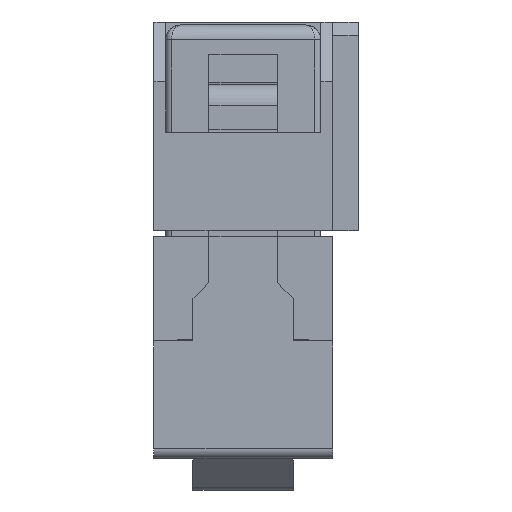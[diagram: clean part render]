
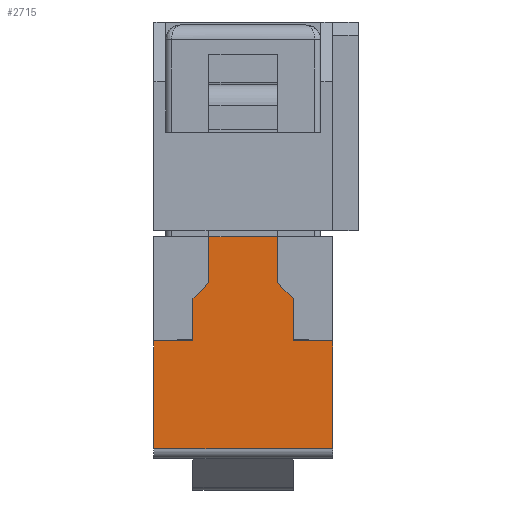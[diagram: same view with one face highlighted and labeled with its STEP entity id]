
A CAD part, left-side view. The second image highlights one B-rep face of the part: STEP entity #2715.
In plain terms, the highlighted planar face has unit normal (-1, 0, 0).
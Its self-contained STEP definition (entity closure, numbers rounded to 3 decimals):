
#2715 = ADVANCED_FACE( '', ( #5371 ), #5372, .T. );
#5371 = FACE_OUTER_BOUND( '', #8276, .T. );
#5372 = PLANE( '', #8277 );
#8276 = EDGE_LOOP( '', ( #16132, #16133, #16134, #16135, #16136, #16137, #16138, #16139, #16140, #16141, #16142, #16143 ) );
#8277 = AXIS2_PLACEMENT_3D( '', #16144, #16145, #16146 );
#16132 = ORIENTED_EDGE( '', *, *, #18582, .T. );
#16133 = ORIENTED_EDGE( '', *, *, #18911, .T. );
#16134 = ORIENTED_EDGE( '', *, *, #17495, .T. );
#16135 = ORIENTED_EDGE( '', *, *, #20003, .T. );
#16136 = ORIENTED_EDGE( '', *, *, #19999, .T. );
#16137 = ORIENTED_EDGE( '', *, *, #18606, .F. );
#16138 = ORIENTED_EDGE( '', *, *, #19997, .T. );
#16139 = ORIENTED_EDGE( '', *, *, #20002, .T. );
#16140 = ORIENTED_EDGE( '', *, *, #17525, .T. );
#16141 = ORIENTED_EDGE( '', *, *, #18116, .T. );
#16142 = ORIENTED_EDGE( '', *, *, #20037, .T. );
#16143 = ORIENTED_EDGE( '', *, *, #19750, .F. );
#16144 = CARTESIAN_POINT( '', ( -18.85, -3., 0. ) );
#16145 = DIRECTION( '', ( -1., 0., 0. ) );
#16146 = DIRECTION( '', ( 0., 0., 1. ) );
#17495 = EDGE_CURVE( '', #21148, #21149, #21150, .T. );
#17525 = EDGE_CURVE( '', #21202, #21200, #21203, .T. );
#18116 = EDGE_CURVE( '', #21200, #22200, #22202, .F. );
#18582 = EDGE_CURVE( '', #22909, #22907, #22910, .T. );
#18606 = EDGE_CURVE( '', #22944, #22942, #22946, .T. );
#18911 = EDGE_CURVE( '', #22907, #21148, #23385, .F. );
#19750 = EDGE_CURVE( '', #22909, #24454, #24455, .T. );
#19997 = EDGE_CURVE( '', #22944, #24728, #24730, .T. );
#19999 = EDGE_CURVE( '', #24732, #22942, #24733, .T. );
#20002 = EDGE_CURVE( '', #24728, #21202, #24736, .T. );
#20003 = EDGE_CURVE( '', #21149, #24732, #24737, .T. );
#20037 = EDGE_CURVE( '', #22200, #24454, #24771, .T. );
#21148 = VERTEX_POINT( '', #26320 );
#21149 = VERTEX_POINT( '', #26321 );
#21150 = LINE( '', #26322, #26323 );
#21200 = VERTEX_POINT( '', #26395 );
#21202 = VERTEX_POINT( '', #26398 );
#21203 = LINE( '', #26399, #26400 );
#22200 = VERTEX_POINT( '', #27957 );
#22202 = LINE( '', #27960, #27961 );
#22907 = VERTEX_POINT( '', #29050 );
#22909 = VERTEX_POINT( '', #29053 );
#22910 = LINE( '', #29054, #29055 );
#22942 = VERTEX_POINT( '', #29103 );
#22944 = VERTEX_POINT( '', #29105 );
#22946 = LINE( '', #29107, #29108 );
#23385 = LINE( '', #29804, #29805 );
#24454 = VERTEX_POINT( '', #31490 );
#24455 = LINE( '', #31491, #31492 );
#24728 = VERTEX_POINT( '', #31910 );
#24730 = LINE( '', #31913, #31914 );
#24732 = VERTEX_POINT( '', #31916 );
#24733 = LINE( '', #31917, #31918 );
#24736 = LINE( '', #31922, #31923 );
#24737 = LINE( '', #31924, #31925 );
#24771 = LINE( '', #31967, #31968 );
#26320 = CARTESIAN_POINT( '', ( -18.85, 1.685, 4.965 ) );
#26321 = CARTESIAN_POINT( '', ( -18.85, 1.685, 3.55 ) );
#26322 = CARTESIAN_POINT( '', ( -18.85, 1.685, 5.5 ) );
#26323 = VECTOR( '', #32684, 1000. );
#26395 = CARTESIAN_POINT( '', ( -18.85, -1.685, 4.965 ) );
#26398 = CARTESIAN_POINT( '', ( -18.85, -1.685, 3.55 ) );
#26399 = CARTESIAN_POINT( '', ( -18.85, -1.685, 3.55 ) );
#26400 = VECTOR( '', #32708, 1000. );
#27957 = CARTESIAN_POINT( '', ( -18.85, -1.15, 5.5 ) );
#27960 = CARTESIAN_POINT( '', ( -18.85, -4.825, 1.825 ) );
#27961 = VECTOR( '', #33286, 1000. );
#29050 = CARTESIAN_POINT( '', ( -18.85, 1.15, 5.5 ) );
#29053 = CARTESIAN_POINT( '', ( -18.85, 1.15, 7.05 ) );
#29054 = CARTESIAN_POINT( '', ( -18.85, 1.15, 6.95 ) );
#29055 = VECTOR( '', #33699, 1000. );
#29103 = CARTESIAN_POINT( '', ( -18.85, 3., -0.07 ) );
#29105 = CARTESIAN_POINT( '', ( -18.85, -3., -0.07 ) );
#29107 = CARTESIAN_POINT( '', ( -18.85, -3., -0.07 ) );
#29108 = VECTOR( '', #33722, 1000. );
#29804 = CARTESIAN_POINT( '', ( -18.85, 1.825, 4.825 ) );
#29805 = VECTOR( '', #33965, 1000. );
#31490 = CARTESIAN_POINT( '', ( -18.85, -1.15, 7.05 ) );
#31491 = CARTESIAN_POINT( '', ( -18.85, 1.15, 7.05 ) );
#31492 = VECTOR( '', #34656, 1000. );
#31910 = CARTESIAN_POINT( '', ( -18.85, -3., 3.55 ) );
#31913 = CARTESIAN_POINT( '', ( -18.85, -3., 0. ) );
#31914 = VECTOR( '', #34813, 1000. );
#31916 = CARTESIAN_POINT( '', ( -18.85, 3., 3.55 ) );
#31917 = CARTESIAN_POINT( '', ( -18.85, 3., 3.55 ) );
#31918 = VECTOR( '', #34814, 1000. );
#31922 = CARTESIAN_POINT( '', ( -18.85, -3., 3.55 ) );
#31923 = VECTOR( '', #34816, 1000. );
#31924 = CARTESIAN_POINT( '', ( -18.85, -3., 3.55 ) );
#31925 = VECTOR( '', #34817, 1000. );
#31967 = CARTESIAN_POINT( '', ( -18.85, -1.15, 5.5 ) );
#31968 = VECTOR( '', #34829, 1000. );
#32684 = DIRECTION( '', ( 0., 0., -1. ) );
#32708 = DIRECTION( '', ( 0., 0., 1. ) );
#33286 = DIRECTION( '', ( 0., -0.707, -0.707 ) );
#33699 = DIRECTION( '', ( 0., 0., -1. ) );
#33722 = DIRECTION( '', ( 0., 1., 0. ) );
#33965 = DIRECTION( '', ( 0., -0.707, 0.707 ) );
#34656 = DIRECTION( '', ( 0., -1., 0. ) );
#34813 = DIRECTION( '', ( 0., 0., 1. ) );
#34814 = DIRECTION( '', ( 0., 0., -1. ) );
#34816 = DIRECTION( '', ( 0., 1., 0. ) );
#34817 = DIRECTION( '', ( 0., 1., 0. ) );
#34829 = DIRECTION( '', ( 0., 0., 1. ) );
